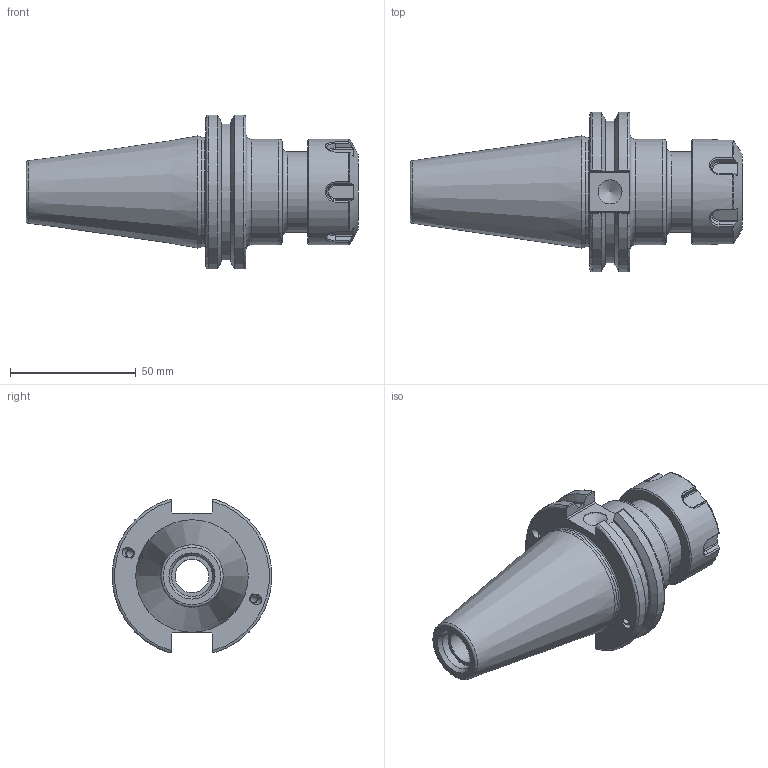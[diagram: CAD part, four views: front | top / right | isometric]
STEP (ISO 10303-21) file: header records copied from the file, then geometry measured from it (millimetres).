
FILE_DESCRIPTION(/* description */ (''),/* implementation_level */ '2;1');
FILE_NAME(/* name */ 'BK233B.stp',/* time_stamp */ '2023-11-17T11:20:46+09:00',/* author */ ('YSH'),/* organization */ (''),/* preprocessor_version */ 'ST-DEVELOPER v20',/* originating_system */ 'Autodesk Inventor 2024',/* authorisation */ '');
FILE_SCHEMA (('AUTOMOTIVE_DESIGN { 1 0 10303 214 3 1 1 }'));
Length unit declared in the file: millimetre
Products named in the file (3): LO-CAT40ADB-ER25-2.50; LO-CAT40ADB-ER25-2.50_1; ER25NUT
Assembly tree (2 placements, depth 2):
  LO-CAT40ADB-ER25-2.50
    LO-CAT40ADB-ER25-2.50_1
    ER25NUT
Bounding box: 131.75 x 63.26 x 61.09 mm (x, y, z)
Volume: 134744.2 mm3; surface area: 33009.6 mm2
Topology: 2 solids, 2 shells, 164 faces, 422 edges, 270 vertices
Faces by surface type: plane 69, cylinder 44, torus 23, cone 22, bspline 6
Full cylindrical faces by diameter (mm): 3.242 x8, 4 x4, 9.525 x1, 13.386 x1, 15.748 x1, 16.3 x1, 18 x1, 20.9 x1, 23 x1, 26.8 x1, 30.5 x1, 32 x1, 32.5 x1, 42 x2, 43.6 x1
Entity records: 6332 total; most frequent: CARTESIAN_POINT 2219, ORIENTED_EDGE 838, DIRECTION 795, EDGE_CURVE 419, AXIS2_PLACEMENT_3D 308, VERTEX_POINT 270, EDGE_LOOP 187, LINE 179
